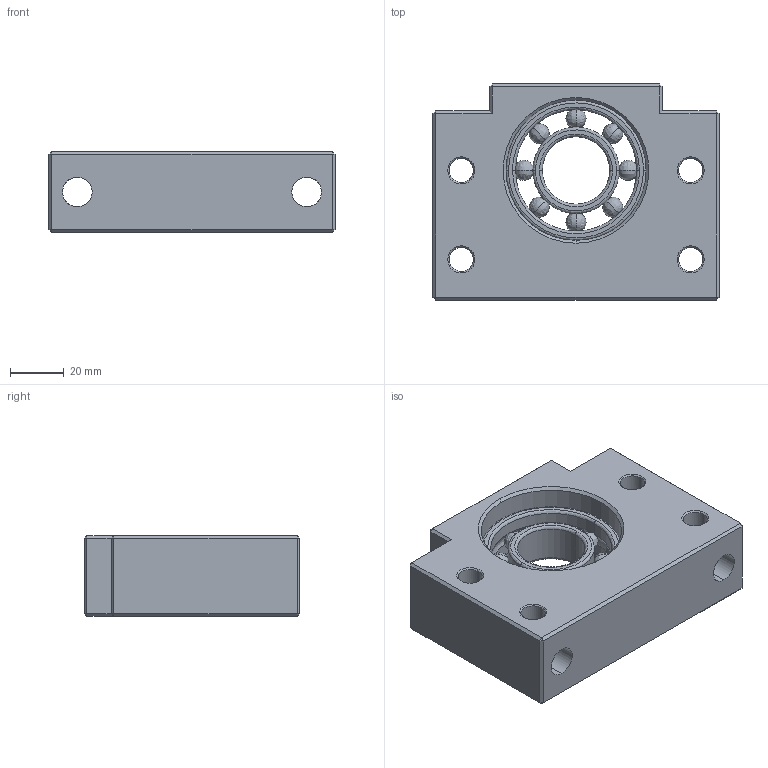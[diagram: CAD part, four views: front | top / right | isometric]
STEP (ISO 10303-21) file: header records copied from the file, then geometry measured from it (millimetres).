
FILE_DESCRIPTION (( 'STEP AP214' ), '1' );
FILE_NAME ('BFN25.step', '2020-09-08T14:34:58', ( '' ), ( '' ), 'SwSTEP 2.0', 'SolidWorks 2020', '' );
FILE_SCHEMA (( 'AUTOMOTIVE_DESIGN' ));
Length unit declared in the file: millimetre
Products named in the file (1): BFN25
Bounding box: 106 x 80 x 30 mm (x, y, z)
Volume: 170076.3 mm3; surface area: 43287.5 mm2
Topology: 11 solids, 11 shells, 148 faces, 368 edges, 204 vertices
Faces by surface type: plane 50, cylinder 38, bspline 36, cone 24
Entity records: 8496 total; most frequent: CARTESIAN_POINT 3669, ORIENTED_EDGE 672, DIRECTION 574, EDGE_CURVE 336, AXIS2_PLACEMENT_3D 209, VERTEX_POINT 204, EDGE_LOOP 168, UNCERTAINTY_MEASURE_WITH_UNIT 161
